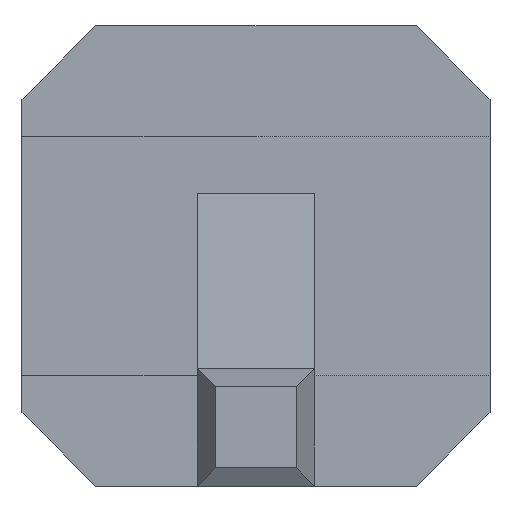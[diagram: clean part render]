
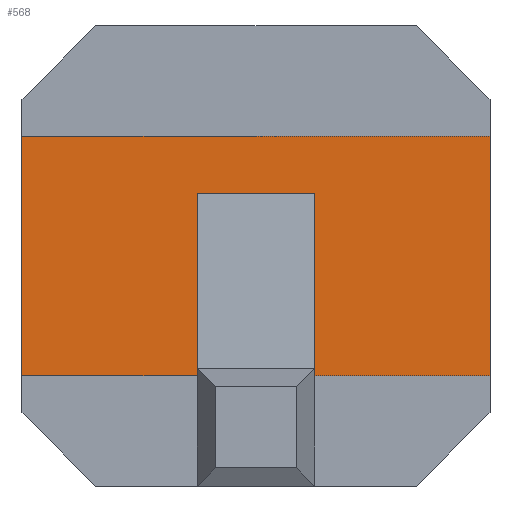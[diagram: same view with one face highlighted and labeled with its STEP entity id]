
A CAD part, left-side view. The second image highlights one B-rep face of the part: STEP entity #568.
In plain terms, the highlighted planar face has unit normal (-1, 0, 0).
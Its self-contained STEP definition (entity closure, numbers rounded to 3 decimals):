
#44=FACE_OUTER_BOUND('',#76,.T.);
#76=EDGE_LOOP('',(#485,#486,#487,#488));
#139=LINE('',#884,#215);
#147=LINE('',#900,#223);
#153=LINE('',#910,#229);
#154=LINE('',#912,#230);
#215=VECTOR('',#726,10.);
#223=VECTOR('',#738,10.);
#229=VECTOR('',#748,10.);
#230=VECTOR('',#751,10.);
#271=VERTEX_POINT('',#881);
#272=VERTEX_POINT('',#883);
#277=VERTEX_POINT('',#897);
#278=VERTEX_POINT('',#899);
#339=EDGE_CURVE('',#271,#272,#139,.T.);
#347=EDGE_CURVE('',#277,#278,#147,.T.);
#353=EDGE_CURVE('',#272,#277,#153,.T.);
#354=EDGE_CURVE('',#271,#278,#154,.T.);
#485=ORIENTED_EDGE('',*,*,#347,.F.);
#486=ORIENTED_EDGE('',*,*,#353,.F.);
#487=ORIENTED_EDGE('',*,*,#339,.F.);
#488=ORIENTED_EDGE('',*,*,#354,.T.);
#536=PLANE('',#615);
#568=ADVANCED_FACE('',(#44),#536,.F.);
#615=AXIS2_PLACEMENT_3D('',#911,#749,#750);
#726=DIRECTION('',(0.,0.,-1.));
#738=DIRECTION('',(0.,0.,1.));
#748=DIRECTION('',(0.,1.,0.));
#749=DIRECTION('center_axis',(1.,0.,0.));
#750=DIRECTION('ref_axis',(0.,0.,-1.));
#751=DIRECTION('',(0.,1.,0.));
#881=CARTESIAN_POINT('',(5.2,-1.27,1.9));
#883=CARTESIAN_POINT('',(5.2,-1.27,0.6));
#884=CARTESIAN_POINT('',(5.2,-1.27,1.575));
#897=CARTESIAN_POINT('',(5.2,1.27,0.6));
#899=CARTESIAN_POINT('',(5.2,1.27,1.9));
#900=CARTESIAN_POINT('',(5.2,1.27,1.575));
#910=CARTESIAN_POINT('',(5.2,-1.27,0.6));
#911=CARTESIAN_POINT('Origin',(5.2,-1.27,1.9));
#912=CARTESIAN_POINT('',(5.2,-1.27,1.9));
